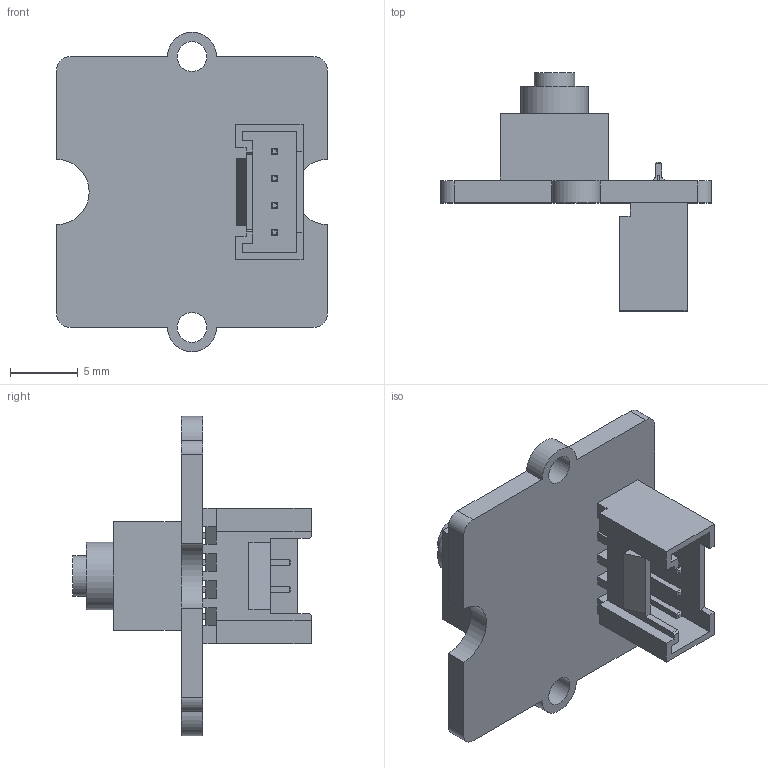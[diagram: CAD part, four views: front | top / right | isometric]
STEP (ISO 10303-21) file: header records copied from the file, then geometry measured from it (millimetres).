
FILE_DESCRIPTION(/* description */ (''),/* implementation_level */ '2;1');
FILE_NAME(/* name */ 'Global_PushButton v3.step',/* time_stamp */ '2019-06-07T11:16:20+02:00',/* author */ (''),/* organization */ (''),/* preprocessor_version */ 'ST-DEVELOPER v18',/* originating_system */ 'Autodesk Translation Framework v8.2.0.1029',/* authorisation */ '');
FILE_SCHEMA (('AUTOMOTIVE_DESIGN { 1 0 10303 214 3 1 1 }'));
Length unit declared in the file: millimetre
Products named in the file (3): Global_PushButton; Global_PCB grove 20x20; Global_Connecteur Grove (droit)
Assembly tree (2 placements, depth 2):
  Global_PushButton
    Global_PCB grove 20x20
    Global_Connecteur Grove (droit)
Bounding box: 20 x 17.6 x 23.6 mm (x, y, z)
Volume: 1130 mm3; surface area: 1825.6 mm2
Topology: 7 solids, 7 shells, 240 faces, 578 edges, 358 vertices
Faces by surface type: plane 176, cylinder 32, bspline 32
Full cylindrical faces by diameter (mm): 1.2 x4, 2.2 x2, 3 x1, 5 x1
Entity records: 7662 total; most frequent: CARTESIAN_POINT 1981, ORIENTED_EDGE 1156, DIRECTION 1068, EDGE_CURVE 578, LINE 418, VECTOR 418, VERTEX_POINT 358, AXIS2_PLACEMENT_3D 325
